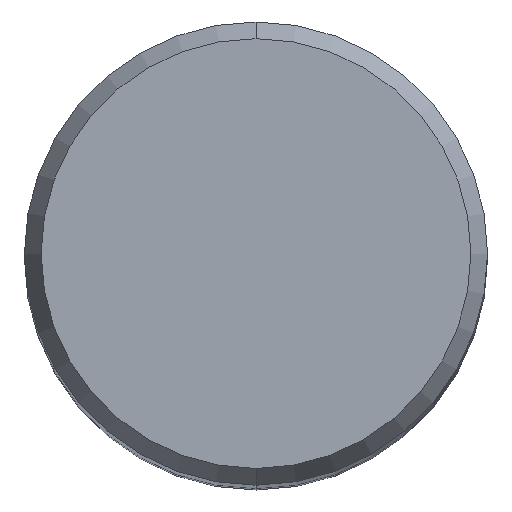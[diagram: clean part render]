
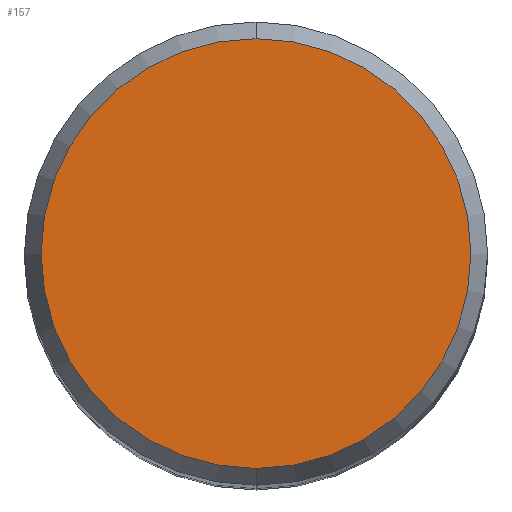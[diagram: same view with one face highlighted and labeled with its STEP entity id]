
A CAD part, top view. The second image highlights one B-rep face of the part: STEP entity #157.
In plain terms, the highlighted planar face has unit normal (0, 0, 1).
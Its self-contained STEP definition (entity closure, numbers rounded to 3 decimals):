
#157=ADVANCED_FACE('',(#424),#425,.T.);
#243=VERTEX_POINT('',#520);
#289=VERTEX_POINT('',#572);
#303=EDGE_CURVE('',#243,#289,#588,.T.);
#325=EDGE_CURVE('',#289,#243,#611,.T.);
#424=FACE_OUTER_BOUND('',#708,.T.);
#425=PLANE('',#709);
#520=CARTESIAN_POINT('',(0.,-5.892,0.0));
#572=CARTESIAN_POINT('',(0.0,5.892,0.0));
#588=CIRCLE('',#1025,5.892);
#611=CIRCLE('',#1098,5.892);
#708=EDGE_LOOP('',(#1342,#1343));
#709=AXIS2_PLACEMENT_3D('',#1344,#1345,#1346);
#1025=AXIS2_PLACEMENT_3D('',#1547,#1548,#1549);
#1098=AXIS2_PLACEMENT_3D('',#1571,#1572,#1573);
#1342=ORIENTED_EDGE('',*,*,#325,.F.);
#1343=ORIENTED_EDGE('',*,*,#303,.F.);
#1344=CARTESIAN_POINT('',(0.0,2.946,0.0));
#1345=DIRECTION('',(-0.0,0.0,1.0));
#1346=DIRECTION('',(0.0,-1.0,0.0));
#1547=CARTESIAN_POINT('',(0.0,0.0,0.0));
#1548=DIRECTION('',(0.0,0.0,-1.0));
#1549=DIRECTION('',(0.0,1.0,0.0));
#1571=CARTESIAN_POINT('',(0.0,0.0,0.0));
#1572=DIRECTION('',(0.0,0.0,-1.0));
#1573=DIRECTION('',(0.0,1.0,0.0));
